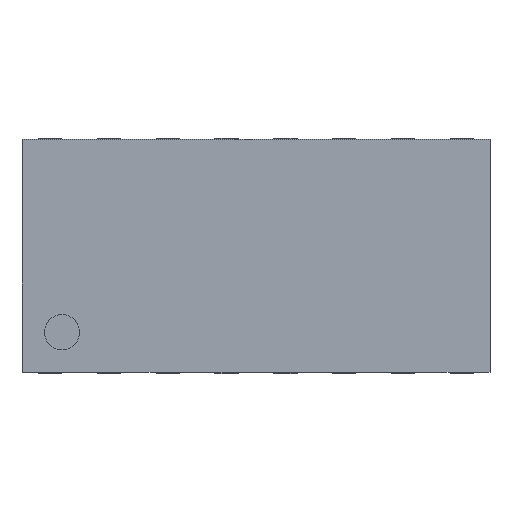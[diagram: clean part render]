
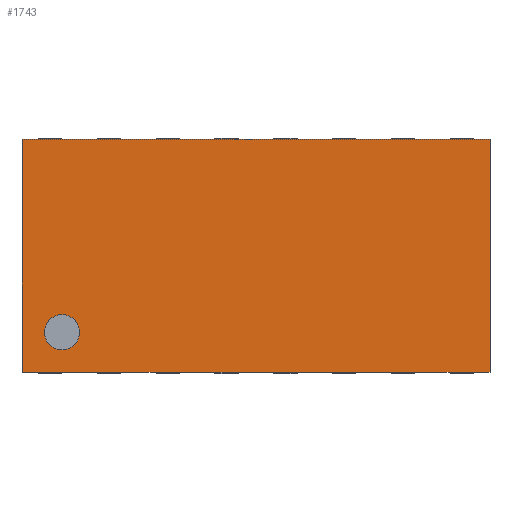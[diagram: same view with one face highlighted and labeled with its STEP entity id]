
A CAD part, top view. The second image highlights one B-rep face of the part: STEP entity #1743.
In plain terms, the highlighted planar face has unit normal (0, 0, 1).
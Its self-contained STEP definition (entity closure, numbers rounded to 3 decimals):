
#13=DIRECTION('',(0.,0.,1.));
#73=DIRECTION('',(0.,0.,-1.));
#148=VECTOR('',#149,1.);
#149=DIRECTION('',(1.,0.,0.));
#155=VECTOR('',#156,1.);
#156=DIRECTION('',(0.,1.,0.));
#515=VERTEX_POINT('',#516);
#516=CARTESIAN_POINT('',(-1.99,0.99,0.52));
#519=EDGE_CURVE('',#515,#520,#522,.T.);
#520=VERTEX_POINT('',#521);
#521=CARTESIAN_POINT('',(1.99,0.99,0.52));
#522=LINE('',#516,#148);
#656=VERTEX_POINT('',#657);
#657=CARTESIAN_POINT('',(-1.99,-0.99,0.52));
#660=ORIENTED_EDGE('',*,*,#661,.F.);
#661=EDGE_CURVE('',#656,#515,#662,.T.);
#662=LINE('',#657,#155);
#670=ORIENTED_EDGE('',*,*,#671,.T.);
#671=EDGE_CURVE('',#656,#672,#674,.T.);
#672=VERTEX_POINT('',#673);
#673=CARTESIAN_POINT('',(1.99,-0.99,0.52));
#674=LINE('',#657,#148);
#1739=EDGE_CURVE('',#672,#520,#1740,.T.);
#1740=LINE('',#673,#155);
#1743=ADVANCED_FACE('',(#1744,#1748),#1757,.T.);
#1744=FACE_BOUND('',#1745,.T.);
#1745=EDGE_LOOP('',(#660,#670,#1746,#1747));
#1746=ORIENTED_EDGE('',*,*,#1739,.T.);
#1747=ORIENTED_EDGE('',*,*,#519,.F.);
#1748=FACE_BOUND('',#1749,.T.);
#1749=EDGE_LOOP('',(#1750));
#1750=ORIENTED_EDGE('',*,*,#1751,.T.);
#1751=EDGE_CURVE('',#1752,#1752,#1754,.T.);
#1752=VERTEX_POINT('',#1753);
#1753=CARTESIAN_POINT('',(-1.5,-0.65,0.52));
#1754=CIRCLE('',#1755,0.15);
#1755=AXIS2_PLACEMENT_3D('',#1756,#73,#149);
#1756=CARTESIAN_POINT('',(-1.65,-0.65,0.52));
#1757=PLANE('',#1758);
#1758=AXIS2_PLACEMENT_3D('',#657,#13,#149);
